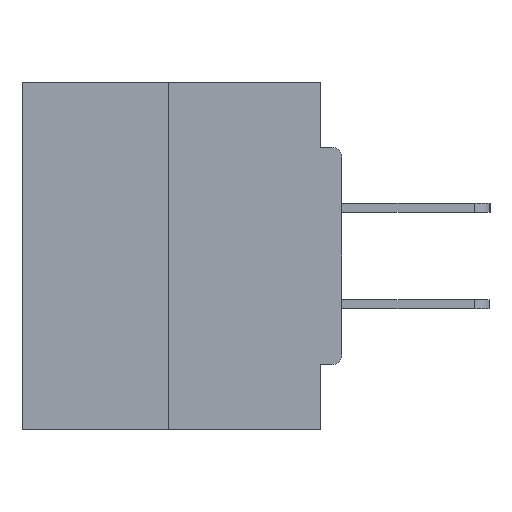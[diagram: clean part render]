
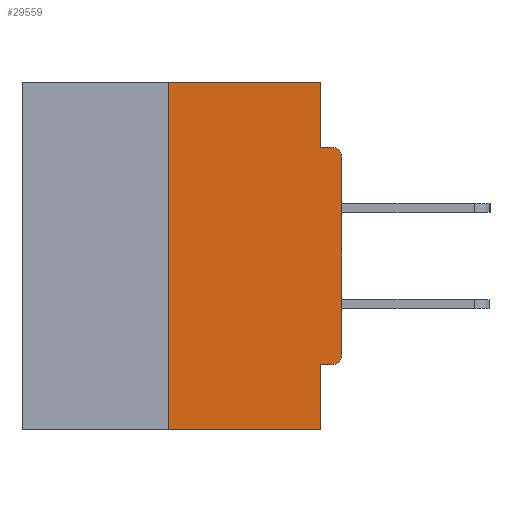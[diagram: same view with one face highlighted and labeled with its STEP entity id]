
A CAD part, left-side view. The second image highlights one B-rep face of the part: STEP entity #29559.
In plain terms, the highlighted planar face has unit normal (-1, 0, 0).
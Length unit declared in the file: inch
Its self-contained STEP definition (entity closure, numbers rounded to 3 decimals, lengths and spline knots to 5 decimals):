
#434 = VERTEX_POINT ( 'NONE', #1319 ) ;
#720 = VECTOR ( 'NONE', #16878, 39.37008 ) ;
#922 = LINE ( 'NONE', #11053, #7091 ) ;
#1208 = CARTESIAN_POINT ( 'NONE',  ( 0., 0.031, -0.5 ) ) ;
#1274 = DIRECTION ( 'NONE',  ( -1., 0., 0. ) ) ;
#1319 = CARTESIAN_POINT ( 'NONE',  ( 0., 0., -0.1085 ) ) ;
#1354 = FACE_OUTER_BOUND ( 'NONE', #25248, .T. ) ;
#1387 = VECTOR ( 'NONE', #4784, 39.37008 ) ;
#1603 = CARTESIAN_POINT ( 'NONE',  ( 0., 0.015, -0.1085 ) ) ;
#1686 = LINE ( 'NONE', #16084, #3772 ) ;
#1851 = VERTEX_POINT ( 'NONE', #18789 ) ;
#1891 = CARTESIAN_POINT ( 'NONE',  ( 0., 0.031, -0.5 ) ) ;
#2155 = CARTESIAN_POINT ( 'NONE',  ( 0., 0.015, -0.0935 ) ) ;
#2423 = ORIENTED_EDGE ( 'NONE', *, *, #5555, .T. ) ;
#2662 = VECTOR ( 'NONE', #26556, 39.37008 ) ;
#2943 = CARTESIAN_POINT ( 'NONE',  ( 0., 0.25, -0.5 ) ) ;
#3772 = VECTOR ( 'NONE', #5200, 39.37008 ) ;
#3817 = VECTOR ( 'NONE', #27864, 39.37008 ) ;
#3975 = CARTESIAN_POINT ( 'NONE',  ( 0., 0.031, -0.4065 ) ) ;
#4116 = DIRECTION ( 'NONE',  ( 1., 0., 0. ) ) ;
#4177 = ORIENTED_EDGE ( 'NONE', *, *, #21444, .T. ) ;
#4784 = DIRECTION ( 'NONE',  ( 0., -1., 0. ) ) ;
#5075 = CARTESIAN_POINT ( 'NONE',  ( 0., 0., -0.3915 ) ) ;
#5200 = DIRECTION ( 'NONE',  ( 0., 1., 0. ) ) ;
#5555 = EDGE_CURVE ( 'NONE', #16377, #9876, #922, .T. ) ;
#5743 = EDGE_CURVE ( 'NONE', #20592, #13728, #32152, .T. ) ;
#6375 = LINE ( 'NONE', #16315, #2662 ) ;
#7091 = VECTOR ( 'NONE', #18887, 39.37008 ) ;
#7488 = CARTESIAN_POINT ( 'NONE',  ( 0., 0.25, 0. ) ) ;
#7641 = VERTEX_POINT ( 'NONE', #2155 ) ;
#9073 = ORIENTED_EDGE ( 'NONE', *, *, #29202, .F. ) ;
#9445 = CARTESIAN_POINT ( 'NONE',  ( 0., 0.25, 0. ) ) ;
#9876 = VERTEX_POINT ( 'NONE', #1891 ) ;
#10392 = LINE ( 'NONE', #17888, #1387 ) ;
#10745 = ORIENTED_EDGE ( 'NONE', *, *, #27214, .F. ) ;
#11053 = CARTESIAN_POINT ( 'NONE',  ( 0., 0.46, -0.5 ) ) ;
#12100 = DIRECTION ( 'NONE',  ( 0., 0., -1. ) ) ;
#13180 = VECTOR ( 'NONE', #19438, 39.37008 ) ;
#13728 = VERTEX_POINT ( 'NONE', #5075 ) ;
#13899 = CARTESIAN_POINT ( 'NONE',  ( 0., 0.031, 0. ) ) ;
#14096 = VERTEX_POINT ( 'NONE', #7488 ) ;
#14184 = PLANE ( 'NONE',  #26911 ) ;
#14552 = EDGE_CURVE ( 'NONE', #434, #7641, #20071, .T. ) ;
#14877 = LINE ( 'NONE', #9445, #3817 ) ;
#15949 = AXIS2_PLACEMENT_3D ( 'NONE', #1603, #1274, #27708 ) ;
#16084 = CARTESIAN_POINT ( 'NONE',  ( 0., 0., -0.4065 ) ) ;
#16315 = CARTESIAN_POINT ( 'NONE',  ( 0., 0., -0.0935 ) ) ;
#16377 = VERTEX_POINT ( 'NONE', #2943 ) ;
#16878 = DIRECTION ( 'NONE',  ( 0., 0., 1. ) ) ;
#17423 = ORIENTED_EDGE ( 'NONE', *, *, #28432, .F. ) ;
#17472 = ORIENTED_EDGE ( 'NONE', *, *, #14552, .T. ) ;
#17888 = CARTESIAN_POINT ( 'NONE',  ( 0., 0.46, 0. ) ) ;
#17911 = ORIENTED_EDGE ( 'NONE', *, *, #24508, .F. ) ;
#18718 = EDGE_CURVE ( 'NONE', #16377, #14096, #14877, .T. ) ;
#18789 = CARTESIAN_POINT ( 'NONE',  ( 0., 0.031, -0.0935 ) ) ;
#18887 = DIRECTION ( 'NONE',  ( 0., -1., 0. ) ) ;
#19438 = DIRECTION ( 'NONE',  ( 0., 0., -1. ) ) ;
#19591 = ORIENTED_EDGE ( 'NONE', *, *, #5743, .T. ) ;
#19853 = CARTESIAN_POINT ( 'NONE',  ( 0., 0., 0. ) ) ;
#20071 = CIRCLE ( 'NONE', #15949, 0.015 ) ;
#20592 = VERTEX_POINT ( 'NONE', #31412 ) ;
#20675 = DIRECTION ( 'NONE',  ( 0., 0., -1. ) ) ;
#21111 = ORIENTED_EDGE ( 'NONE', *, *, #18718, .F. ) ;
#21444 = EDGE_CURVE ( 'NONE', #13728, #434, #27471, .T. ) ;
#21521 = ORIENTED_EDGE ( 'NONE', *, *, #30540, .F. ) ;
#22482 = CARTESIAN_POINT ( 'NONE',  ( 0., 0.46, 0. ) ) ;
#22676 = LINE ( 'NONE', #13899, #13180 ) ;
#22898 = LINE ( 'NONE', #1208, #33197 ) ;
#23434 = DIRECTION ( 'NONE',  ( -1., 0., 0. ) ) ;
#24508 = EDGE_CURVE ( 'NONE', #32698, #1851, #22676, .T. ) ;
#25248 = EDGE_LOOP ( 'NONE', ( #9073, #21111, #2423, #10745, #21521, #19591, #4177, #17472, #17423, #17911 ) ) ;
#26208 = AXIS2_PLACEMENT_3D ( 'NONE', #33674, #23434, #20675 ) ;
#26556 = DIRECTION ( 'NONE',  ( 0., -1., 0. ) ) ;
#26620 = VERTEX_POINT ( 'NONE', #3975 ) ;
#26911 = AXIS2_PLACEMENT_3D ( 'NONE', #22482, #4116, #12100 ) ;
#27214 = EDGE_CURVE ( 'NONE', #26620, #9876, #22898, .T. ) ;
#27471 = LINE ( 'NONE', #19853, #720 ) ;
#27708 = DIRECTION ( 'NONE',  ( 0., 0., -1. ) ) ;
#27864 = DIRECTION ( 'NONE',  ( 0., 0., 1. ) ) ;
#28432 = EDGE_CURVE ( 'NONE', #1851, #7641, #6375, .T. ) ;
#29202 = EDGE_CURVE ( 'NONE', #14096, #32698, #10392, .T. ) ;
#29559 = ADVANCED_FACE ( 'NONE', ( #1354 ), #14184, .F. ) ;
#30397 = DIRECTION ( 'NONE',  ( 0., 0., -1. ) ) ;
#30540 = EDGE_CURVE ( 'NONE', #20592, #26620, #1686, .T. ) ;
#31287 = CARTESIAN_POINT ( 'NONE',  ( 0., 0.031, 0. ) ) ;
#31412 = CARTESIAN_POINT ( 'NONE',  ( 0., 0.015, -0.4065 ) ) ;
#32152 = CIRCLE ( 'NONE', #26208, 0.015 ) ;
#32698 = VERTEX_POINT ( 'NONE', #31287 ) ;
#33197 = VECTOR ( 'NONE', #30397, 39.37008 ) ;
#33674 = CARTESIAN_POINT ( 'NONE',  ( 0., 0.015, -0.3915 ) ) ;
